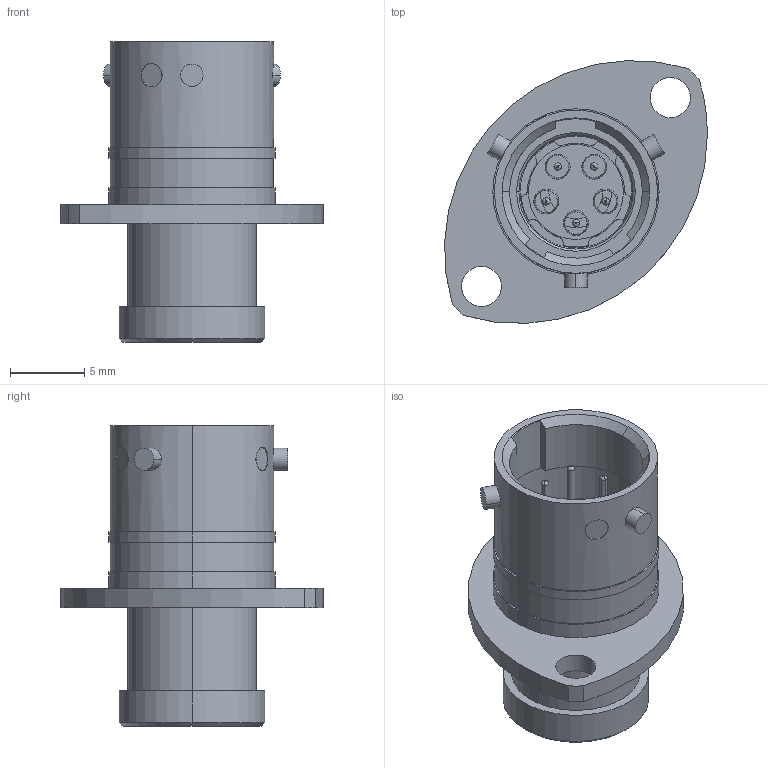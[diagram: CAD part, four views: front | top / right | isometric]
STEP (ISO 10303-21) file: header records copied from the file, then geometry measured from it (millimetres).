
FILE_DESCRIPTION (( 'STEP AP214' ), '1' );
FILE_NAME ('ASL006-05PN-HE.STEP', '2013-09-03T10:27:30', ( 'TE Connectivity' ), ( 'TE Connectivity' ), 'SwSTEP 2.0', 'SolidWorks 2011', '' );
FILE_SCHEMA (( 'AUTOMOTIVE_DESIGN' ));
Length unit declared in the file: inch
Products named in the file (1): ASL006-05PN-HE
Bounding box: 17.71 x 17.7 x 20.25 mm (x, y, z)
Volume: 1256.9 mm3; surface area: 2756.5 mm2
Topology: 17 solids, 17 shells, 352 faces, 778 edges, 491 vertices
Faces by surface type: cylinder 182, plane 93, torus 42, cone 35
Entity records: 14885 total; most frequent: DIRECTION 1925, CARTESIAN_POINT 1844, ORIENTED_EDGE 1556, AXIS2_PLACEMENT_3D 822, EDGE_CURVE 778, VERTEX_POINT 491, CIRCLE 469, EDGE_LOOP 423
